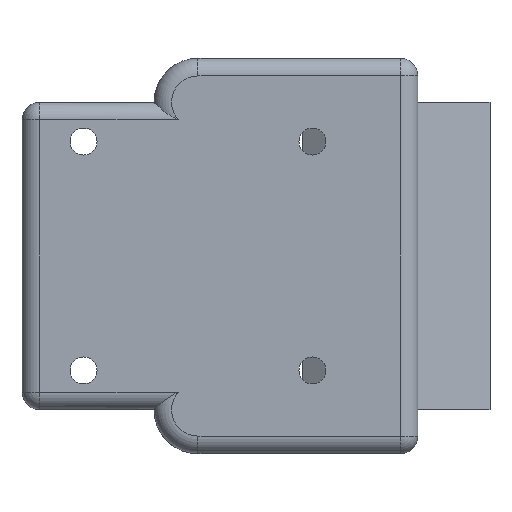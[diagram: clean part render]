
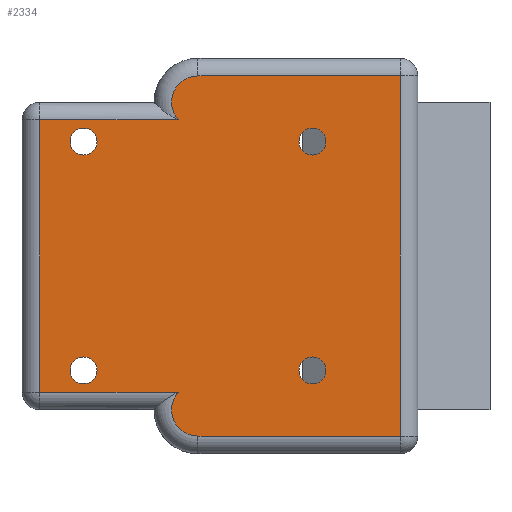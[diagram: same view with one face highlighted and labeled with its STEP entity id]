
A CAD part, front view. The second image highlights one B-rep face of the part: STEP entity #2334.
In plain terms, the highlighted planar face has unit normal (0, -1, 0).
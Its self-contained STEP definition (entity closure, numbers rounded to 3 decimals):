
#7 = FACE_BOUND ( 'NONE', #360, .T. ) ;
#15 = FACE_OUTER_BOUND ( 'NONE', #353, .T. ) ;
#19 = FACE_BOUND ( 'NONE', #358, .T. ) ;
#21 = FACE_BOUND ( 'NONE', #359, .T. ) ;
#342 = ORIENTED_EDGE ( 'NONE', *, *, #2256, .T. ) ;
#343 = ORIENTED_EDGE ( 'NONE', *, *, #2255, .T. ) ;
#344 = ORIENTED_EDGE ( 'NONE', *, *, #2249, .T. ) ;
#345 = ORIENTED_EDGE ( 'NONE', *, *, #2257, .T. ) ;
#346 = ORIENTED_EDGE ( 'NONE', *, *, #2250, .T. ) ;
#353 = EDGE_LOOP ( 'NONE', ( #342, #343, #344, #345, #346, #416, #417, #418 ) ) ;
#356 = EDGE_LOOP ( 'NONE', ( #419, #420 ) ) ;
#358 = EDGE_LOOP ( 'NONE', ( #421, #422 ) ) ;
#359 = EDGE_LOOP ( 'NONE', ( #423, #424 ) ) ;
#360 = EDGE_LOOP ( 'NONE', ( #425, #426 ) ) ;
#416 = ORIENTED_EDGE ( 'NONE', *, *, #2254, .T. ) ;
#417 = ORIENTED_EDGE ( 'NONE', *, *, #2258, .T. ) ;
#418 = ORIENTED_EDGE ( 'NONE', *, *, #2259, .T. ) ;
#419 = ORIENTED_EDGE ( 'NONE', *, *, #2261, .T. ) ;
#420 = ORIENTED_EDGE ( 'NONE', *, *, #2177, .T. ) ;
#421 = ORIENTED_EDGE ( 'NONE', *, *, #2262, .T. ) ;
#422 = ORIENTED_EDGE ( 'NONE', *, *, #2201, .T. ) ;
#423 = ORIENTED_EDGE ( 'NONE', *, *, #2260, .T. ) ;
#424 = ORIENTED_EDGE ( 'NONE', *, *, #2180, .T. ) ;
#425 = ORIENTED_EDGE ( 'NONE', *, *, #2263, .T. ) ;
#426 = ORIENTED_EDGE ( 'NONE', *, *, #2216, .T. ) ;
#484 = AXIS2_PLACEMENT_3D ( 'NONE', #1252, #1253, #1254 ) ;
#493 = AXIS2_PLACEMENT_3D ( 'NONE', #1243, #1246, #1247 ) ;
#495 = AXIS2_PLACEMENT_3D ( 'NONE', #1296, #1313, #1314 ) ;
#502 = AXIS2_PLACEMENT_3D ( 'NONE', #1344, #1346, #1347 ) ;
#505 = AXIS2_PLACEMENT_3D ( 'NONE', #1734, #1747, #1748 ) ;
#506 = AXIS2_PLACEMENT_3D ( 'NONE', #1720, #1722, #1723 ) ;
#507 = AXIS2_PLACEMENT_3D ( 'NONE', #1717, #1735, #1736 ) ;
#508 = AXIS2_PLACEMENT_3D ( 'NONE', #1721, #1744, #1745 ) ;
#509 = AXIS2_PLACEMENT_3D ( 'NONE', #1743, #1750, #1751 ) ;
#510 = AXIS2_PLACEMENT_3D ( 'NONE', #1746, #1753, #1754 ) ;
#541 = AXIS2_PLACEMENT_3D ( 'NONE', #1945, #1950, #1951 ) ;
#1053 = CARTESIAN_POINT ( 'NONE',  ( -33.472, -22.832, 36.811 ) ) ;
#1063 = CARTESIAN_POINT ( 'NONE',  ( -7.472, -22.832, 33.761 ) ) ;
#1065 = CARTESIAN_POINT ( 'NONE',  ( -33.472, -22.832, 33.761 ) ) ;
#1066 = CARTESIAN_POINT ( 'NONE',  ( -7.472, -22.832, 36.811 ) ) ;
#1069 = CARTESIAN_POINT ( 'NONE',  ( -33.472, -22.832, 7.761 ) ) ;
#1073 = CARTESIAN_POINT ( 'NONE',  ( -7.472, -22.832, 7.761 ) ) ;
#1074 = CARTESIAN_POINT ( 'NONE',  ( -33.472, -22.832, 10.811 ) ) ;
#1077 = CARTESIAN_POINT ( 'NONE',  ( -7.472, -22.832, 10.811 ) ) ;
#1148 = CARTESIAN_POINT ( 'NONE',  ( -20.472, -22.832, 42.75 ) ) ;
#1149 = CARTESIAN_POINT ( 'NONE',  ( -22.708, -22.832, 37.75 ) ) ;
#1150 = CARTESIAN_POINT ( 'NONE',  ( -38.472, -22.832, 37.75 ) ) ;
#1151 = CARTESIAN_POINT ( 'NONE',  ( -38.472, -22.832, 6.822 ) ) ;
#1152 = CARTESIAN_POINT ( 'NONE',  ( -22.708, -22.832, 6.822 ) ) ;
#1153 = CARTESIAN_POINT ( 'NONE',  ( -20.472, -22.832, 1.822 ) ) ;
#1154 = CARTESIAN_POINT ( 'NONE',  ( 2.528, -22.832, 1.822 ) ) ;
#1155 = CARTESIAN_POINT ( 'NONE',  ( 2.528, -22.832, 42.75 ) ) ;
#1243 = CARTESIAN_POINT ( 'NONE',  ( -7.472, -22.832, 35.286 ) ) ;
#1246 = DIRECTION ( 'NONE',  ( 0., 1., 0. ) ) ;
#1247 = DIRECTION ( 'NONE',  ( 0., 0., -1. ) ) ;
#1252 = CARTESIAN_POINT ( 'NONE',  ( -7.472, -22.832, 9.286 ) ) ;
#1253 = DIRECTION ( 'NONE',  ( 0., 1., 0. ) ) ;
#1254 = DIRECTION ( 'NONE',  ( 0., 0., -1. ) ) ;
#1296 = CARTESIAN_POINT ( 'NONE',  ( -33.472, -22.832, 35.286 ) ) ;
#1313 = DIRECTION ( 'NONE',  ( 0., 1., 0. ) ) ;
#1314 = DIRECTION ( 'NONE',  ( 0., 0., -1. ) ) ;
#1344 = CARTESIAN_POINT ( 'NONE',  ( -33.472, -22.832, 9.286 ) ) ;
#1346 = DIRECTION ( 'NONE',  ( 0., 1., 0. ) ) ;
#1347 = DIRECTION ( 'NONE',  ( 0., 0., -1. ) ) ;
#1461 = CIRCLE ( 'NONE', #493, 1.525 ) ;
#1465 = CIRCLE ( 'NONE', #484, 1.525 ) ;
#1500 = CIRCLE ( 'NONE', #495, 1.525 ) ;
#1528 = CIRCLE ( 'NONE', #502, 1.525 ) ;
#1587 = LINE ( 'NONE', #1718, #1588 ) ;
#1588 = VECTOR ( 'NONE', #1719, 1000. ) ;
#1589 = LINE ( 'NONE', #1737, #1590 ) ;
#1590 = VECTOR ( 'NONE', #1738, 1000. ) ;
#1591 = CIRCLE ( 'NONE', #506, 3. ) ;
#1596 = LINE ( 'NONE', #1730, #1597 ) ;
#1597 = VECTOR ( 'NONE', #1731, 1000. ) ;
#1598 = LINE ( 'NONE', #1732, #1599 ) ;
#1599 = VECTOR ( 'NONE', #1733, 1000. ) ;
#1600 = CIRCLE ( 'NONE', #507, 3. ) ;
#1601 = LINE ( 'NONE', #1739, #1602 ) ;
#1602 = VECTOR ( 'NONE', #1740, 1000. ) ;
#1603 = LINE ( 'NONE', #1741, #1604 ) ;
#1604 = VECTOR ( 'NONE', #1742, 1000. ) ;
#1606 = CIRCLE ( 'NONE', #508, 1.525 ) ;
#1608 = CIRCLE ( 'NONE', #505, 1.525 ) ;
#1610 = CIRCLE ( 'NONE', #509, 1.525 ) ;
#1612 = CIRCLE ( 'NONE', #510, 1.525 ) ;
#1705 = FACE_BOUND ( 'NONE', #356, .T. ) ;
#1717 = CARTESIAN_POINT ( 'NONE',  ( -20.472, -22.832, 39.75 ) ) ;
#1718 = CARTESIAN_POINT ( 'NONE',  ( -38.472, -22.832, 4.822 ) ) ;
#1719 = DIRECTION ( 'NONE',  ( 0., 0., -1. ) ) ;
#1720 = CARTESIAN_POINT ( 'NONE',  ( -20.472, -22.832, 4.822 ) ) ;
#1721 = CARTESIAN_POINT ( 'NONE',  ( -7.472, -22.832, 9.286 ) ) ;
#1722 = DIRECTION ( 'NONE',  ( 0., -1., 0. ) ) ;
#1723 = DIRECTION ( 'NONE',  ( 0., 0., -1. ) ) ;
#1730 = CARTESIAN_POINT ( 'NONE',  ( 4.528, -22.832, 1.822 ) ) ;
#1731 = DIRECTION ( 'NONE',  ( 1., 0., 0. ) ) ;
#1732 = CARTESIAN_POINT ( 'NONE',  ( -40.472, -22.832, 37.75 ) ) ;
#1733 = DIRECTION ( 'NONE',  ( -1., 0., 0. ) ) ;
#1734 = CARTESIAN_POINT ( 'NONE',  ( -7.472, -22.832, 35.286 ) ) ;
#1735 = DIRECTION ( 'NONE',  ( 0., -1., 0. ) ) ;
#1736 = DIRECTION ( 'NONE',  ( 0., 0., -1. ) ) ;
#1737 = CARTESIAN_POINT ( 'NONE',  ( -25.472, -22.832, 6.822 ) ) ;
#1738 = DIRECTION ( 'NONE',  ( 1., 0., 0. ) ) ;
#1739 = CARTESIAN_POINT ( 'NONE',  ( 2.528, -22.832, -7.5 ) ) ;
#1740 = DIRECTION ( 'NONE',  ( 0., 0., 1. ) ) ;
#1741 = CARTESIAN_POINT ( 'NONE',  ( -43.642, -22.832, 42.75 ) ) ;
#1742 = DIRECTION ( 'NONE',  ( -1., 0., 0. ) ) ;
#1743 = CARTESIAN_POINT ( 'NONE',  ( -33.472, -22.832, 35.286 ) ) ;
#1744 = DIRECTION ( 'NONE',  ( 0., 1., 0. ) ) ;
#1745 = DIRECTION ( 'NONE',  ( 0., 0., -1. ) ) ;
#1746 = CARTESIAN_POINT ( 'NONE',  ( -33.472, -22.832, 9.286 ) ) ;
#1747 = DIRECTION ( 'NONE',  ( 0., 1., 0. ) ) ;
#1748 = DIRECTION ( 'NONE',  ( 0., 0., -1. ) ) ;
#1750 = DIRECTION ( 'NONE',  ( 0., 1., 0. ) ) ;
#1751 = DIRECTION ( 'NONE',  ( 0., 0., -1. ) ) ;
#1753 = DIRECTION ( 'NONE',  ( 0., 1., 0. ) ) ;
#1754 = DIRECTION ( 'NONE',  ( 0., 0., -1. ) ) ;
#1944 = PLANE ( 'NONE',  #541 ) ;
#1945 = CARTESIAN_POINT ( 'NONE',  ( -43.642, -22.832, -7.5 ) ) ;
#1950 = DIRECTION ( 'NONE',  ( 0., -1., 0. ) ) ;
#1951 = DIRECTION ( 'NONE',  ( 0., 0., -1. ) ) ;
#2012 = VERTEX_POINT ( 'NONE', #1053 ) ;
#2017 = VERTEX_POINT ( 'NONE', #1063 ) ;
#2021 = VERTEX_POINT ( 'NONE', #1065 ) ;
#2022 = VERTEX_POINT ( 'NONE', #1066 ) ;
#2026 = VERTEX_POINT ( 'NONE', #1069 ) ;
#2030 = VERTEX_POINT ( 'NONE', #1073 ) ;
#2031 = VERTEX_POINT ( 'NONE', #1074 ) ;
#2034 = VERTEX_POINT ( 'NONE', #1077 ) ;
#2105 = VERTEX_POINT ( 'NONE', #1148 ) ;
#2106 = VERTEX_POINT ( 'NONE', #1149 ) ;
#2107 = VERTEX_POINT ( 'NONE', #1150 ) ;
#2108 = VERTEX_POINT ( 'NONE', #1151 ) ;
#2109 = VERTEX_POINT ( 'NONE', #1152 ) ;
#2110 = VERTEX_POINT ( 'NONE', #1153 ) ;
#2111 = VERTEX_POINT ( 'NONE', #1154 ) ;
#2112 = VERTEX_POINT ( 'NONE', #1155 ) ;
#2177 = EDGE_CURVE ( 'NONE', #2017, #2022, #1461, .T. ) ;
#2180 = EDGE_CURVE ( 'NONE', #2030, #2034, #1465, .T. ) ;
#2201 = EDGE_CURVE ( 'NONE', #2021, #2012, #1500, .T. ) ;
#2216 = EDGE_CURVE ( 'NONE', #2026, #2031, #1528, .T. ) ;
#2249 = EDGE_CURVE ( 'NONE', #2107, #2108, #1587, .T. ) ;
#2250 = EDGE_CURVE ( 'NONE', #2109, #2110, #1591, .T. ) ;
#2254 = EDGE_CURVE ( 'NONE', #2110, #2111, #1596, .T. ) ;
#2255 = EDGE_CURVE ( 'NONE', #2106, #2107, #1598, .T. ) ;
#2256 = EDGE_CURVE ( 'NONE', #2105, #2106, #1600, .T. ) ;
#2257 = EDGE_CURVE ( 'NONE', #2108, #2109, #1589, .T. ) ;
#2258 = EDGE_CURVE ( 'NONE', #2111, #2112, #1601, .T. ) ;
#2259 = EDGE_CURVE ( 'NONE', #2112, #2105, #1603, .T. ) ;
#2260 = EDGE_CURVE ( 'NONE', #2034, #2030, #1606, .T. ) ;
#2261 = EDGE_CURVE ( 'NONE', #2022, #2017, #1608, .T. ) ;
#2262 = EDGE_CURVE ( 'NONE', #2012, #2021, #1610, .T. ) ;
#2263 = EDGE_CURVE ( 'NONE', #2031, #2026, #1612, .T. ) ;
#2334 = ADVANCED_FACE ( 'NONE', ( #15, #1705, #19, #21, #7 ), #1944, .T. ) ;
